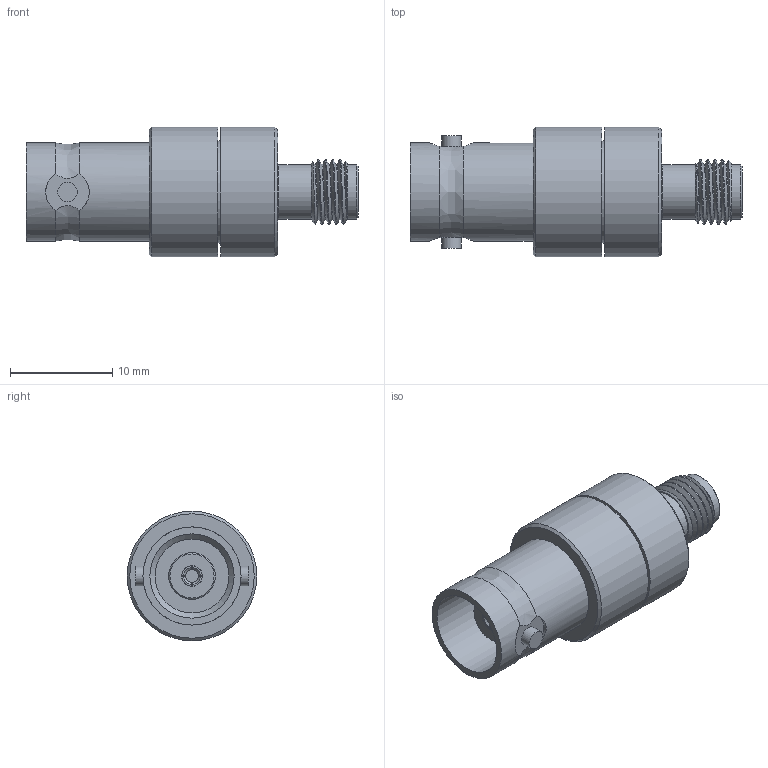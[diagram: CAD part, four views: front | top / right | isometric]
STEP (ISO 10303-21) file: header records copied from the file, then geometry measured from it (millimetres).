
FILE_DESCRIPTION (( 'STEP AP203' ), '1' );
FILE_NAME ('PE9496_3D.step', '2021-04-02T21:01:15', ( '' ), ( '' ), 'SwSTEP 2.0', 'SolidWorks 2020', '' );
FILE_SCHEMA (( 'CONFIG_CONTROL_DESIGN' ));
Length unit declared in the file: inch
Products named in the file (1): PE9496_3D
Bounding box: 32.51 x 12.7 x 12.7 mm (x, y, z)
Volume: 2186.4 mm3; surface area: 1816.6 mm2
Topology: 1 solids, 1 shells, 80 faces, 186 edges, 122 vertices
Faces by surface type: plane 34, cylinder 24, cone 16, bspline 5, torus 1
Full cylindrical faces by diameter (mm): 0.94 x1, 1.194 x1, 1.27 x1, 1.905 x2, 4.521 x1, 4.572 x1, 5.334 x2, 8.255 x1, 9.601 x2, 9.991 x1, 12.7 x2
Entity records: 3318 total; most frequent: CARTESIAN_POINT 1609, DIRECTION 336, ORIENTED_EDGE 302, EDGE_CURVE 151, AXIS2_PLACEMENT_3D 148, EDGE_LOOP 118, VERTEX_POINT 113, FACE_OUTER_BOUND 95
